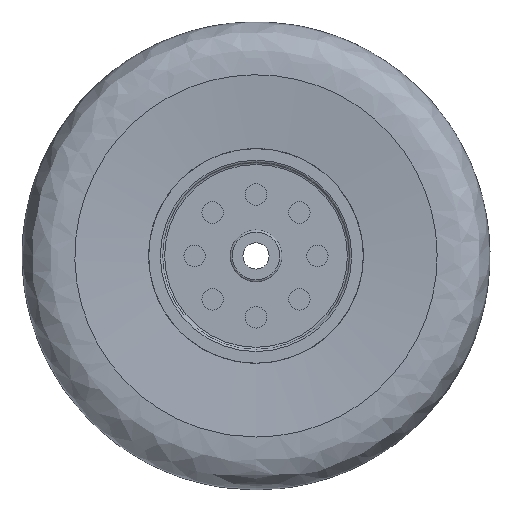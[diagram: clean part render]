
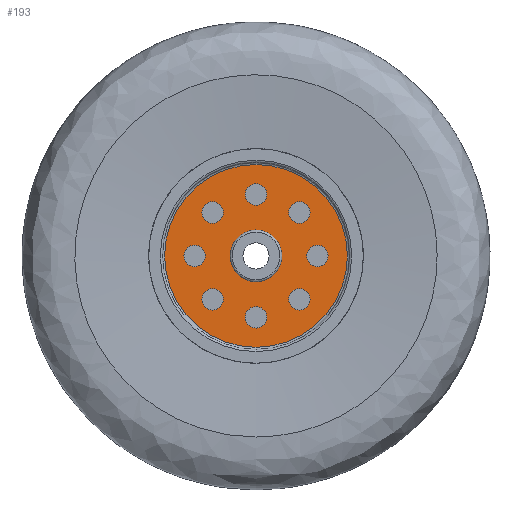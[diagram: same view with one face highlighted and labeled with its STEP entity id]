
A CAD part, left-side view. The second image highlights one B-rep face of the part: STEP entity #193.
In plain terms, the highlighted planar face has unit normal (-1, 0, 0).
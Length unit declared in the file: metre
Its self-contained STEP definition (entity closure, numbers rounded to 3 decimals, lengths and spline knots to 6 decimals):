
#193 = ADVANCED_FACE( '', ( #426, #427, #428, #429, #430, #431, #432, #433, #434, #435 ), #436, .T. );
#426 = FACE_OUTER_BOUND( '', #1226, .T. );
#427 = FACE_BOUND( '', #1227, .T. );
#428 = FACE_BOUND( '', #1228, .T. );
#429 = FACE_BOUND( '', #1229, .T. );
#430 = FACE_BOUND( '', #1230, .T. );
#431 = FACE_BOUND( '', #1231, .T. );
#432 = FACE_BOUND( '', #1232, .T. );
#433 = FACE_BOUND( '', #1233, .T. );
#434 = FACE_BOUND( '', #1234, .T. );
#435 = FACE_BOUND( '', #1235, .T. );
#436 = PLANE( '', #1236 );
#1226 = EDGE_LOOP( '', ( #1547 ) );
#1227 = EDGE_LOOP( '', ( #1548 ) );
#1228 = EDGE_LOOP( '', ( #1549 ) );
#1229 = EDGE_LOOP( '', ( #1550 ) );
#1230 = EDGE_LOOP( '', ( #1551 ) );
#1231 = EDGE_LOOP( '', ( #1552 ) );
#1232 = EDGE_LOOP( '', ( #1553 ) );
#1233 = EDGE_LOOP( '', ( #1554 ) );
#1234 = EDGE_LOOP( '', ( #1555 ) );
#1235 = EDGE_LOOP( '', ( #1556 ) );
#1236 = AXIS2_PLACEMENT_3D( '', #1557, #1558, #1559 );
#1547 = ORIENTED_EDGE( '', *, *, #1615, .F. );
#1548 = ORIENTED_EDGE( '', *, *, #1672, .T. );
#1549 = ORIENTED_EDGE( '', *, *, #1662, .T. );
#1550 = ORIENTED_EDGE( '', *, *, #1619, .T. );
#1551 = ORIENTED_EDGE( '', *, *, #1652, .T. );
#1552 = ORIENTED_EDGE( '', *, *, #1631, .T. );
#1553 = ORIENTED_EDGE( '', *, *, #1667, .T. );
#1554 = ORIENTED_EDGE( '', *, *, #1625, .T. );
#1555 = ORIENTED_EDGE( '', *, *, #1591, .T. );
#1556 = ORIENTED_EDGE( '', *, *, #1647, .T. );
#1557 = CARTESIAN_POINT( '', ( -0.007366, 0., 0.050182 ) );
#1558 = DIRECTION( '', ( -1., 0., 0. ) );
#1559 = DIRECTION( '', ( 0., 1., 0. ) );
#1591 = EDGE_CURVE( '', #1717, #1717, #1718, .T. );
#1615 = EDGE_CURVE( '', #1756, #1756, #1757, .T. );
#1619 = EDGE_CURVE( '', #1762, #1762, #1763, .T. );
#1625 = EDGE_CURVE( '', #1771, #1771, #1772, .T. );
#1631 = EDGE_CURVE( '', #1780, #1780, #1781, .T. );
#1647 = EDGE_CURVE( '', #1804, #1804, #1805, .T. );
#1652 = EDGE_CURVE( '', #1811, #1811, #1812, .T. );
#1662 = EDGE_CURVE( '', #1824, #1824, #1825, .T. );
#1667 = EDGE_CURVE( '', #1831, #1831, #1832, .T. );
#1672 = EDGE_CURVE( '', #1838, #1838, #1839, .T. );
#1717 = VERTEX_POINT( '', #1885 );
#1718 = CIRCLE( '', #1886, 0.00127 );
#1756 = VERTEX_POINT( '', #2090 );
#1757 = CIRCLE( '', #2091, 0.01081 );
#1762 = VERTEX_POINT( '', #2129 );
#1763 = CIRCLE( '', #2130, 0.00127 );
#1771 = VERTEX_POINT( '', #2138 );
#1772 = CIRCLE( '', #2139, 0.00127 );
#1780 = VERTEX_POINT( '', #2147 );
#1781 = CIRCLE( '', #2148, 0.00127 );
#1804 = VERTEX_POINT( '', #2171 );
#1805 = CIRCLE( '', #2172, 0.003069 );
#1811 = VERTEX_POINT( '', #2211 );
#1812 = CIRCLE( '', #2212, 0.00127 );
#1824 = VERTEX_POINT( '', #2224 );
#1825 = CIRCLE( '', #2225, 0.00127 );
#1831 = VERTEX_POINT( '', #2231 );
#1832 = CIRCLE( '', #2232, 0.00127 );
#1838 = VERTEX_POINT( '', #2238 );
#1839 = CIRCLE( '', #2239, 0.00127 );
#1885 = CARTESIAN_POINT( '', ( -0.007366, 0., 0.056173 ) );
#1886 = AXIS2_PLACEMENT_3D( '', #2288, #2289, #2290 );
#2090 = CARTESIAN_POINT( '', ( -0.007366, 0., 0.039372 ) );
#2091 = AXIS2_PLACEMENT_3D( '', #2321, #2322, #2323 );
#2129 = CARTESIAN_POINT( '', ( -0.007366, 0.005135, 0.043777 ) );
#2130 = AXIS2_PLACEMENT_3D( '', #2324, #2325, #2326 );
#2138 = CARTESIAN_POINT( '', ( -0.007366, -0.005135, 0.054046 ) );
#2139 = AXIS2_PLACEMENT_3D( '', #2333, #2334, #2335 );
#2147 = CARTESIAN_POINT( '', ( -0.007366, -0.005135, 0.043777 ) );
#2148 = AXIS2_PLACEMENT_3D( '', #2342, #2343, #2344 );
#2171 = CARTESIAN_POINT( '', ( -0.007366, 0., 0.047113 ) );
#2172 = AXIS2_PLACEMENT_3D( '', #2366, #2367, #2368 );
#2211 = CARTESIAN_POINT( '', ( -0.007366, 0., 0.04165 ) );
#2212 = AXIS2_PLACEMENT_3D( '', #2369, #2370, #2371 );
#2224 = CARTESIAN_POINT( '', ( -0.007366, 0.007261, 0.048912 ) );
#2225 = AXIS2_PLACEMENT_3D( '', #2378, #2379, #2380 );
#2231 = CARTESIAN_POINT( '', ( -0.007366, -0.007261, 0.048912 ) );
#2232 = AXIS2_PLACEMENT_3D( '', #2384, #2385, #2386 );
#2238 = CARTESIAN_POINT( '', ( -0.007366, 0.005135, 0.054046 ) );
#2239 = AXIS2_PLACEMENT_3D( '', #2390, #2391, #2392 );
#2288 = CARTESIAN_POINT( '', ( -0.007366, 0., 0.057443 ) );
#2289 = DIRECTION( '', ( 1., 0., 0. ) );
#2290 = DIRECTION( '', ( 0., 0., -1. ) );
#2321 = CARTESIAN_POINT( '', ( -0.007366, 0., 0.050182 ) );
#2322 = DIRECTION( '', ( 1., 0., 0. ) );
#2323 = DIRECTION( '', ( 0., 0., -1. ) );
#2324 = CARTESIAN_POINT( '', ( -0.007366, 0.005135, 0.045047 ) );
#2325 = DIRECTION( '', ( 1., 0., 0. ) );
#2326 = DIRECTION( '', ( 0., 0., -1. ) );
#2333 = CARTESIAN_POINT( '', ( -0.007366, -0.005135, 0.055316 ) );
#2334 = DIRECTION( '', ( 1., 0., 0. ) );
#2335 = DIRECTION( '', ( 0., 0., -1. ) );
#2342 = CARTESIAN_POINT( '', ( -0.007366, -0.005135, 0.045047 ) );
#2343 = DIRECTION( '', ( 1., 0., 0. ) );
#2344 = DIRECTION( '', ( 0., 0., -1. ) );
#2366 = CARTESIAN_POINT( '', ( -0.007366, 0., 0.050182 ) );
#2367 = DIRECTION( '', ( 1., 0., 0. ) );
#2368 = DIRECTION( '', ( 0., 0., -1. ) );
#2369 = CARTESIAN_POINT( '', ( -0.007366, 0., 0.04292 ) );
#2370 = DIRECTION( '', ( 1., 0., 0. ) );
#2371 = DIRECTION( '', ( 0., 0., -1. ) );
#2378 = CARTESIAN_POINT( '', ( -0.007366, 0.007261, 0.050182 ) );
#2379 = DIRECTION( '', ( 1., 0., 0. ) );
#2380 = DIRECTION( '', ( 0., 0., -1. ) );
#2384 = CARTESIAN_POINT( '', ( -0.007366, -0.007261, 0.050182 ) );
#2385 = DIRECTION( '', ( 1., 0., 0. ) );
#2386 = DIRECTION( '', ( 0., 0., -1. ) );
#2390 = CARTESIAN_POINT( '', ( -0.007366, 0.005135, 0.055316 ) );
#2391 = DIRECTION( '', ( 1., 0., 0. ) );
#2392 = DIRECTION( '', ( 0., 0., -1. ) );
